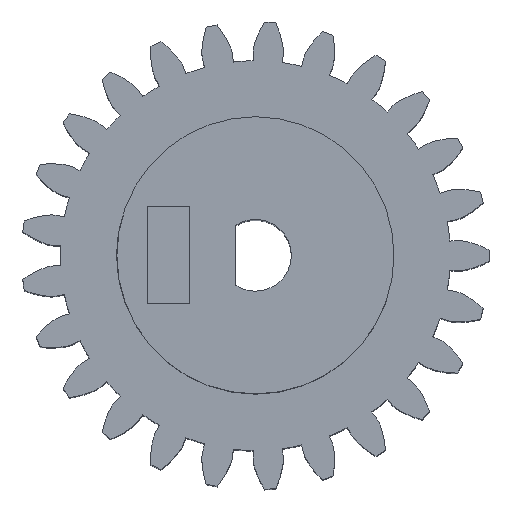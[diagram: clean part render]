
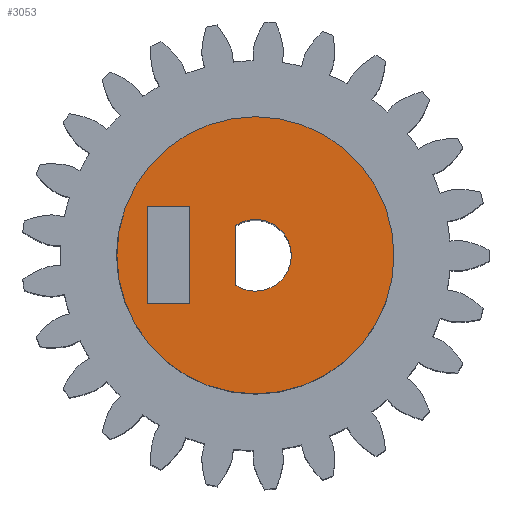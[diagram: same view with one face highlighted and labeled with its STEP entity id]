
A CAD part, top view. The second image highlights one B-rep face of the part: STEP entity #3053.
In plain terms, the highlighted planar face has unit normal (0, 0, 1).
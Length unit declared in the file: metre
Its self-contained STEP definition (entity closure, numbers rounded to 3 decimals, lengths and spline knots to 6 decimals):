
#192=LINE('',#4062,#508);
#193=LINE('',#4065,#509);
#194=LINE('',#4068,#510);
#195=LINE('',#4070,#511);
#196=LINE('',#4072,#512);
#508=VECTOR('',#3405,1.);
#509=VECTOR('',#3408,1.);
#510=VECTOR('',#3409,1.);
#511=VECTOR('',#3410,1.);
#512=VECTOR('',#3411,1.);
#824=ORIENTED_EDGE('',*,*,#1772,.F.);
#825=ORIENTED_EDGE('',*,*,#1773,.F.);
#826=ORIENTED_EDGE('',*,*,#1774,.T.);
#827=ORIENTED_EDGE('',*,*,#1775,.F.);
#828=ORIENTED_EDGE('',*,*,#1776,.T.);
#829=ORIENTED_EDGE('',*,*,#1777,.T.);
#830=ORIENTED_EDGE('',*,*,#1778,.F.);
#1772=EDGE_CURVE('',#2246,#2247,#2564,.T.);
#1773=EDGE_CURVE('',#2247,#2246,#192,.T.);
#1774=EDGE_CURVE('',#2248,#2248,#2565,.T.);
#1775=EDGE_CURVE('',#2249,#2250,#193,.T.);
#1776=EDGE_CURVE('',#2249,#2251,#194,.T.);
#1777=EDGE_CURVE('',#2251,#2252,#195,.T.);
#1778=EDGE_CURVE('',#2250,#2252,#196,.T.);
#2246=VERTEX_POINT('',#4060);
#2247=VERTEX_POINT('',#4061);
#2248=VERTEX_POINT('',#4064);
#2249=VERTEX_POINT('',#4066);
#2250=VERTEX_POINT('',#4067);
#2251=VERTEX_POINT('',#4069);
#2252=VERTEX_POINT('',#4071);
#2564=CIRCLE('',#3230,0.002588);
#2565=CIRCLE('',#3231,0.01);
#2621=EDGE_LOOP('',(#824,#825));
#2622=EDGE_LOOP('',(#826));
#2623=EDGE_LOOP('',(#827,#828,#829,#830));
#2795=FACE_BOUND('',#2621,.T.);
#2796=FACE_BOUND('',#2622,.T.);
#2797=FACE_BOUND('',#2623,.T.);
#2969=PLANE('',#3229);
#3053=ADVANCED_FACE('',(#2795,#2796,#2797),#2969,.T.);
#3229=AXIS2_PLACEMENT_3D('',#4058,#3401,#3402);
#3230=AXIS2_PLACEMENT_3D('',#4059,#3403,#3404);
#3231=AXIS2_PLACEMENT_3D('',#4063,#3406,#3407);
#3401=DIRECTION('',(0.,0.,1.));
#3402=DIRECTION('',(1.,0.,0.));
#3403=DIRECTION('',(0.,0.,1.));
#3404=DIRECTION('',(1.,0.,0.));
#3405=DIRECTION('',(0.,-1.,0.));
#3406=DIRECTION('',(0.,0.,1.));
#3407=DIRECTION('',(1.,0.,0.));
#3408=DIRECTION('',(0.,1.,0.));
#3409=DIRECTION('',(-1.,0.,0.));
#3410=DIRECTION('',(0.,1.,0.));
#3411=DIRECTION('',(-1.,0.,0.));
#4058=CARTESIAN_POINT('',(0.000042,0.,0.0425));
#4059=CARTESIAN_POINT('',(0.,0.,0.0425));
#4060=CARTESIAN_POINT('',(-0.001413,-0.002168,0.0425));
#4061=CARTESIAN_POINT('',(-0.001413,0.002168,0.0425));
#4062=CARTESIAN_POINT('',(-0.001413,0.,0.0425));
#4063=CARTESIAN_POINT('',(0.,0.,0.0425));
#4064=CARTESIAN_POINT('',(0.01,0.,0.0425));
#4065=CARTESIAN_POINT('',(-0.004769,0.,0.0425));
#4066=CARTESIAN_POINT('',(-0.004769,-0.0035,0.0425));
#4067=CARTESIAN_POINT('',(-0.004769,0.0035,0.0425));
#4068=CARTESIAN_POINT('',(-0.006294,-0.0035,0.0425));
#4069=CARTESIAN_POINT('',(-0.007819,-0.0035,0.0425));
#4070=CARTESIAN_POINT('',(-0.007819,0.,0.0425));
#4071=CARTESIAN_POINT('',(-0.007819,0.0035,0.0425));
#4072=CARTESIAN_POINT('',(-0.006294,0.0035,0.0425));
